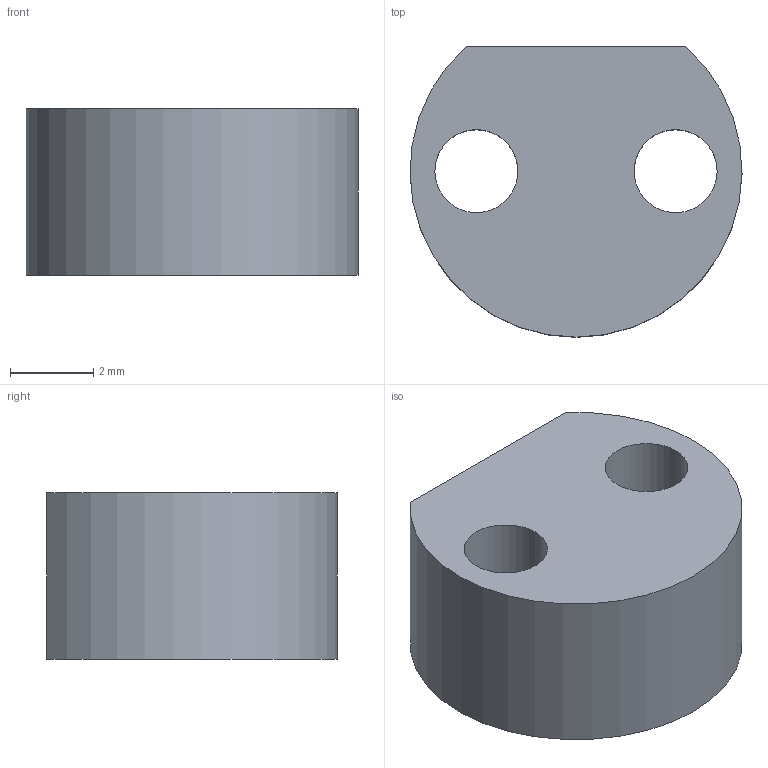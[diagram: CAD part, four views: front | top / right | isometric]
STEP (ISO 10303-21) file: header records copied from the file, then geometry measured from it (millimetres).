
FILE_DESCRIPTION(/* description */ ('STEP AP214'),/* implementation_level */ '2;1');
FILE_NAME(/* name */ '683c519b4258294a187f425b',/* time_stamp */ '2025-06-01T13:11:56Z',/* author */ (''),/* organization */ (''),/* preprocessor_version */ 'ST-DEVELOPER v20',/* originating_system */ 'ONSHAPE BY PTC INC, 1.198',/* authorisation */ ' ');
FILE_SCHEMA (('AUTOMOTIVE_DESIGN {1 0 10303 214 3 1 1}'));
Length unit declared in the file: metre
Products named in the file (1): Humeral_Tendon_Guide_02
Bounding box: 8 x 7 x 4 mm (x, y, z)
Volume: 161.4 mm3; surface area: 229.5 mm2
Topology: 1 solids, 1 shells, 6 faces, 12 edges, 8 vertices
Faces by surface type: plane 3, cylinder 3
Full cylindrical faces by diameter (mm): 2 x2
Entity records: 190 total; most frequent: DIRECTION 30, CARTESIAN_POINT 25, ORIENTED_EDGE 20, AXIS2_PLACEMENT_3D 13, EDGE_LOOP 12, FACE_BOUND 12, EDGE_CURVE 10, VERTEX_POINT 8
